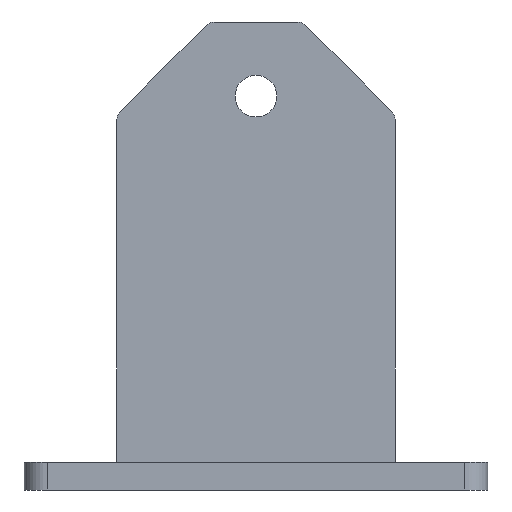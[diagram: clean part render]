
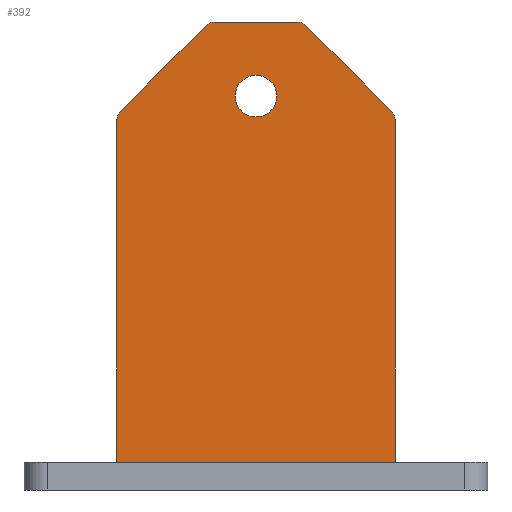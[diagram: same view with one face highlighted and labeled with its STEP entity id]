
A CAD part, left-side view. The second image highlights one B-rep face of the part: STEP entity #392.
In plain terms, the highlighted planar face has unit normal (-1, 0, 0).
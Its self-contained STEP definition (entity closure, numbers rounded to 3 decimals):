
#12 = ORIENTED_EDGE ( 'NONE', *, *, #890, .T. ) ;
#49 = ORIENTED_EDGE ( 'NONE', *, *, #705, .T. ) ;
#53 = CIRCLE ( 'NONE', #898, 5. ) ;
#81 = DIRECTION ( 'NONE',  ( 0., 0., -1. ) ) ;
#85 = LINE ( 'NONE', #332, #1397 ) ;
#119 = CARTESIAN_POINT ( 'NONE',  ( -75., 17.929, 202. ) ) ;
#151 = DIRECTION ( 'NONE',  ( 0., -1., 0. ) ) ;
#179 = CARTESIAN_POINT ( 'NONE',  ( -75., -20., 202. ) ) ;
#193 = CARTESIAN_POINT ( 'NONE',  ( -75., 0., 170. ) ) ;
#232 = VERTEX_POINT ( 'NONE', #721 ) ;
#264 = CARTESIAN_POINT ( 'NONE',  ( -75., 55., 159.929 ) ) ;
#280 = DIRECTION ( 'NONE',  ( -1., 0., 0. ) ) ;
#299 = CARTESIAN_POINT ( 'NONE',  ( -75., 0., 179. ) ) ;
#303 = VECTOR ( 'NONE', #1531, 1000. ) ;
#305 = EDGE_LOOP ( 'NONE', ( #1021, #736 ) ) ;
#307 = CARTESIAN_POINT ( 'NONE',  ( -75., -60., 202. ) ) ;
#321 = AXIS2_PLACEMENT_3D ( 'NONE', #193, #1273, #645 ) ;
#326 = PLANE ( 'NONE',  #490 ) ;
#332 = CARTESIAN_POINT ( 'NONE',  ( -75., 60., 12. ) ) ;
#352 = VERTEX_POINT ( 'NONE', #798 ) ;
#361 = CARTESIAN_POINT ( 'NONE',  ( -75., 60., 202. ) ) ;
#392 = ADVANCED_FACE ( 'NONE', ( #445, #940 ), #326, .F. ) ;
#397 = LINE ( 'NONE', #640, #1210 ) ;
#409 = DIRECTION ( 'NONE',  ( 0., 0., -1. ) ) ;
#415 = VECTOR ( 'NONE', #409, 1000. ) ;
#426 = DIRECTION ( 'NONE',  ( 0., 0.707, -0.707 ) ) ;
#445 = FACE_BOUND ( 'NONE', #305, .T. ) ;
#464 = VERTEX_POINT ( 'NONE', #597 ) ;
#469 = VECTOR ( 'NONE', #81, 1000. ) ;
#490 = AXIS2_PLACEMENT_3D ( 'NONE', #821, #1317, #698 ) ;
#495 = CARTESIAN_POINT ( 'NONE',  ( -75., 17.929, 197. ) ) ;
#505 = CARTESIAN_POINT ( 'NONE',  ( -75., -58.536, 163.464 ) ) ;
#507 = CIRCLE ( 'NONE', #718, 5. ) ;
#539 = CIRCLE ( 'NONE', #746, 9. ) ;
#552 = LINE ( 'NONE', #179, #303 ) ;
#597 = CARTESIAN_POINT ( 'NONE',  ( -75., 58.536, 163.464 ) ) ;
#598 = CARTESIAN_POINT ( 'NONE',  ( -75., -21.464, 200.536 ) ) ;
#627 = CARTESIAN_POINT ( 'NONE',  ( -75., 60., 12. ) ) ;
#640 = CARTESIAN_POINT ( 'NONE',  ( -75., 60., 202. ) ) ;
#645 = DIRECTION ( 'NONE',  ( 0., 0., -1. ) ) ;
#673 = EDGE_CURVE ( 'NONE', #1525, #1456, #926, .T. ) ;
#678 = EDGE_CURVE ( 'NONE', #1260, #876, #1131, .T. ) ;
#685 = VERTEX_POINT ( 'NONE', #1000 ) ;
#698 = DIRECTION ( 'NONE',  ( 0., 0., -1. ) ) ;
#705 = EDGE_CURVE ( 'NONE', #464, #352, #507, .T. ) ;
#718 = AXIS2_PLACEMENT_3D ( 'NONE', #264, #280, #1603 ) ;
#721 = CARTESIAN_POINT ( 'NONE',  ( -75., -60., 159.929 ) ) ;
#724 = ORIENTED_EDGE ( 'NONE', *, *, #1153, .T. ) ;
#736 = ORIENTED_EDGE ( 'NONE', *, *, #1118, .T. ) ;
#746 = AXIS2_PLACEMENT_3D ( 'NONE', #1062, #1277, #1291 ) ;
#748 = ORIENTED_EDGE ( 'NONE', *, *, #678, .T. ) ;
#767 = CARTESIAN_POINT ( 'NONE',  ( -75., -17.929, 197. ) ) ;
#771 = AXIS2_PLACEMENT_3D ( 'NONE', #495, #870, #1122 ) ;
#780 = CARTESIAN_POINT ( 'NONE',  ( -75., -55., 159.929 ) ) ;
#783 = VERTEX_POINT ( 'NONE', #299 ) ;
#798 = CARTESIAN_POINT ( 'NONE',  ( -75., 60., 159.929 ) ) ;
#821 = CARTESIAN_POINT ( 'NONE',  ( -75., 60., 202. ) ) ;
#860 = ORIENTED_EDGE ( 'NONE', *, *, #968, .T. ) ;
#861 = EDGE_CURVE ( 'NONE', #232, #685, #1421, .T. ) ;
#870 = DIRECTION ( 'NONE',  ( -1., 0., 0. ) ) ;
#876 = VERTEX_POINT ( 'NONE', #1444 ) ;
#890 = EDGE_CURVE ( 'NONE', #1018, #685, #85, .T. ) ;
#898 = AXIS2_PLACEMENT_3D ( 'NONE', #780, #1369, #1506 ) ;
#919 = ORIENTED_EDGE ( 'NONE', *, *, #861, .F. ) ;
#926 = CIRCLE ( 'NONE', #771, 5. ) ;
#940 = FACE_OUTER_BOUND ( 'NONE', #1023, .T. ) ;
#958 = VERTEX_POINT ( 'NONE', #505 ) ;
#968 = EDGE_CURVE ( 'NONE', #232, #958, #53, .T. ) ;
#975 = LINE ( 'NONE', #361, #469 ) ;
#983 = ORIENTED_EDGE ( 'NONE', *, *, #673, .T. ) ;
#1000 = CARTESIAN_POINT ( 'NONE',  ( -75., -60., 12. ) ) ;
#1018 = VERTEX_POINT ( 'NONE', #627 ) ;
#1021 = ORIENTED_EDGE ( 'NONE', *, *, #1585, .T. ) ;
#1023 = EDGE_LOOP ( 'NONE', ( #724, #49, #1321, #12, #919, #860, #1484, #748, #1280, #983 ) ) ;
#1043 = CIRCLE ( 'NONE', #321, 9. ) ;
#1062 = CARTESIAN_POINT ( 'NONE',  ( -75., 0., 170. ) ) ;
#1070 = VERTEX_POINT ( 'NONE', #1553 ) ;
#1118 = EDGE_CURVE ( 'NONE', #783, #1070, #539, .T. ) ;
#1122 = DIRECTION ( 'NONE',  ( 0., 0., -1. ) ) ;
#1131 = CIRCLE ( 'NONE', #1215, 5. ) ;
#1153 = EDGE_CURVE ( 'NONE', #1456, #464, #1284, .T. ) ;
#1210 = VECTOR ( 'NONE', #151, 1000. ) ;
#1215 = AXIS2_PLACEMENT_3D ( 'NONE', #767, #1487, #1264 ) ;
#1260 = VERTEX_POINT ( 'NONE', #598 ) ;
#1264 = DIRECTION ( 'NONE',  ( 0., 0., -1. ) ) ;
#1273 = DIRECTION ( 'NONE',  ( 1., 0., 0. ) ) ;
#1277 = DIRECTION ( 'NONE',  ( 1., 0., 0. ) ) ;
#1280 = ORIENTED_EDGE ( 'NONE', *, *, #1435, .F. ) ;
#1284 = LINE ( 'NONE', #1563, #1557 ) ;
#1291 = DIRECTION ( 'NONE',  ( 0., 0., -1. ) ) ;
#1317 = DIRECTION ( 'NONE',  ( 1., 0., 0. ) ) ;
#1321 = ORIENTED_EDGE ( 'NONE', *, *, #1559, .T. ) ;
#1369 = DIRECTION ( 'NONE',  ( -1., 0., 0. ) ) ;
#1397 = VECTOR ( 'NONE', #1570, 1000. ) ;
#1400 = EDGE_CURVE ( 'NONE', #958, #1260, #552, .T. ) ;
#1415 = CARTESIAN_POINT ( 'NONE',  ( -75., 21.464, 200.536 ) ) ;
#1421 = LINE ( 'NONE', #307, #415 ) ;
#1435 = EDGE_CURVE ( 'NONE', #1525, #876, #397, .T. ) ;
#1444 = CARTESIAN_POINT ( 'NONE',  ( -75., -17.929, 202. ) ) ;
#1456 = VERTEX_POINT ( 'NONE', #1415 ) ;
#1484 = ORIENTED_EDGE ( 'NONE', *, *, #1400, .T. ) ;
#1487 = DIRECTION ( 'NONE',  ( -1., 0., 0. ) ) ;
#1506 = DIRECTION ( 'NONE',  ( 0., 0., -1. ) ) ;
#1525 = VERTEX_POINT ( 'NONE', #119 ) ;
#1531 = DIRECTION ( 'NONE',  ( 0., 0.707, 0.707 ) ) ;
#1553 = CARTESIAN_POINT ( 'NONE',  ( -75., 0., 161. ) ) ;
#1557 = VECTOR ( 'NONE', #426, 1000. ) ;
#1559 = EDGE_CURVE ( 'NONE', #352, #1018, #975, .T. ) ;
#1563 = CARTESIAN_POINT ( 'NONE',  ( -75., 20., 202. ) ) ;
#1570 = DIRECTION ( 'NONE',  ( 0., -1., 0. ) ) ;
#1585 = EDGE_CURVE ( 'NONE', #1070, #783, #1043, .T. ) ;
#1603 = DIRECTION ( 'NONE',  ( 0., 0., -1. ) ) ;
